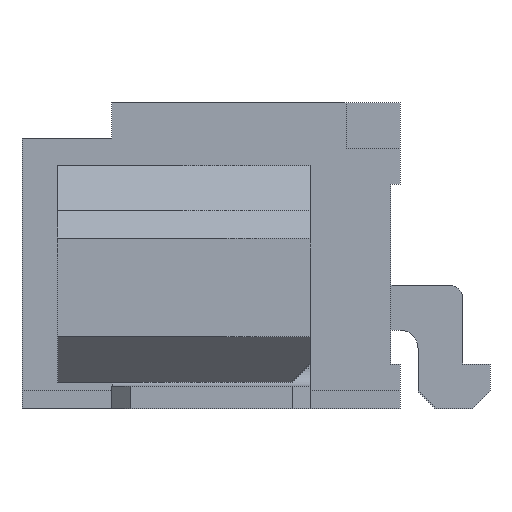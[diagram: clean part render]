
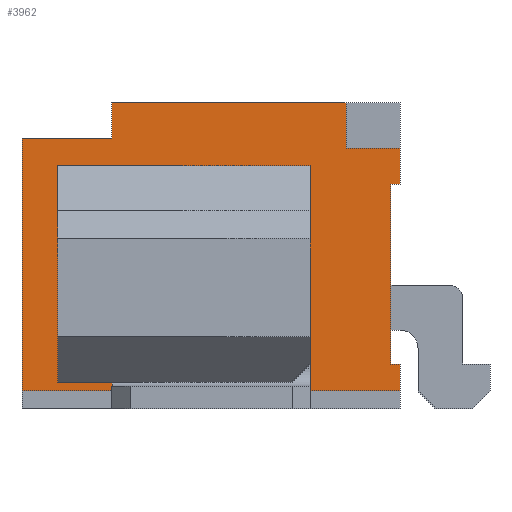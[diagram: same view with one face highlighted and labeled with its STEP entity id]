
A CAD part, left-side view. The second image highlights one B-rep face of the part: STEP entity #3962.
In plain terms, the highlighted planar face has unit normal (-1, 0, 0).
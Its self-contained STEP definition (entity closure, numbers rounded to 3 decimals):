
#133=FACE_BOUND('',#401,.T.);
#196=FACE_OUTER_BOUND('',#400,.T.);
#400=EDGE_LOOP('',(#2894,#2895,#2896,#2897,#2898,#2899,#2900,#2901,#2902,
#2903,#2904,#2905));
#401=EDGE_LOOP('',(#2906,#2907,#2908,#2909));
#598=LINE('',#5467,#1143);
#696=LINE('',#5690,#1241);
#773=LINE('',#5845,#1318);
#808=LINE('',#5921,#1353);
#809=LINE('',#5922,#1354);
#810=LINE('',#5924,#1355);
#811=LINE('',#5926,#1356);
#812=LINE('',#5928,#1357);
#813=LINE('',#5930,#1358);
#814=LINE('',#5931,#1359);
#815=LINE('',#5933,#1360);
#816=LINE('',#5935,#1361);
#817=LINE('',#5936,#1362);
#818=LINE('',#5938,#1363);
#819=LINE('',#5940,#1364);
#820=LINE('',#5941,#1365);
#1143=VECTOR('',#4426,1000.);
#1241=VECTOR('',#4580,1000.);
#1318=VECTOR('',#4695,1000.);
#1353=VECTOR('',#4756,1000.);
#1354=VECTOR('',#4757,1000.);
#1355=VECTOR('',#4758,1000.);
#1356=VECTOR('',#4759,1000.);
#1357=VECTOR('',#4760,1000.);
#1358=VECTOR('',#4761,1000.);
#1359=VECTOR('',#4762,1000.);
#1360=VECTOR('',#4763,1000.);
#1361=VECTOR('',#4764,1000.);
#1362=VECTOR('',#4765,1000.);
#1363=VECTOR('',#4766,1000.);
#1364=VECTOR('',#4767,1000.);
#1365=VECTOR('',#4768,1000.);
#1684=VERTEX_POINT('',#5463);
#1685=VERTEX_POINT('',#5465);
#1781=VERTEX_POINT('',#5687);
#1782=VERTEX_POINT('',#5689);
#1840=VERTEX_POINT('',#5842);
#1841=VERTEX_POINT('',#5844);
#1868=VERTEX_POINT('',#5919);
#1869=VERTEX_POINT('',#5920);
#1870=VERTEX_POINT('',#5923);
#1871=VERTEX_POINT('',#5925);
#1872=VERTEX_POINT('',#5927);
#1873=VERTEX_POINT('',#5929);
#1874=VERTEX_POINT('',#5932);
#1875=VERTEX_POINT('',#5934);
#1876=VERTEX_POINT('',#5937);
#1877=VERTEX_POINT('',#5939);
#2060=EDGE_CURVE('',#1684,#1685,#598,.T.);
#2164=EDGE_CURVE('',#1781,#1782,#696,.T.);
#2243=EDGE_CURVE('',#1841,#1840,#773,.T.);
#2280=EDGE_CURVE('',#1868,#1869,#808,.T.);
#2281=EDGE_CURVE('',#1841,#1868,#809,.T.);
#2282=EDGE_CURVE('',#1870,#1840,#810,.T.);
#2283=EDGE_CURVE('',#1871,#1870,#811,.T.);
#2284=EDGE_CURVE('',#1871,#1872,#812,.T.);
#2285=EDGE_CURVE('',#1872,#1873,#813,.T.);
#2286=EDGE_CURVE('',#1873,#1684,#814,.T.);
#2287=EDGE_CURVE('',#1874,#1685,#815,.T.);
#2288=EDGE_CURVE('',#1874,#1875,#816,.T.);
#2289=EDGE_CURVE('',#1875,#1869,#817,.T.);
#2290=EDGE_CURVE('',#1876,#1781,#818,.T.);
#2291=EDGE_CURVE('',#1876,#1877,#819,.T.);
#2292=EDGE_CURVE('',#1877,#1782,#820,.T.);
#2894=ORIENTED_EDGE('',*,*,#2280,.F.);
#2895=ORIENTED_EDGE('',*,*,#2281,.F.);
#2896=ORIENTED_EDGE('',*,*,#2243,.T.);
#2897=ORIENTED_EDGE('',*,*,#2282,.F.);
#2898=ORIENTED_EDGE('',*,*,#2283,.F.);
#2899=ORIENTED_EDGE('',*,*,#2284,.T.);
#2900=ORIENTED_EDGE('',*,*,#2285,.T.);
#2901=ORIENTED_EDGE('',*,*,#2286,.T.);
#2902=ORIENTED_EDGE('',*,*,#2060,.T.);
#2903=ORIENTED_EDGE('',*,*,#2287,.F.);
#2904=ORIENTED_EDGE('',*,*,#2288,.T.);
#2905=ORIENTED_EDGE('',*,*,#2289,.T.);
#2906=ORIENTED_EDGE('',*,*,#2290,.F.);
#2907=ORIENTED_EDGE('',*,*,#2291,.T.);
#2908=ORIENTED_EDGE('',*,*,#2292,.T.);
#2909=ORIENTED_EDGE('',*,*,#2164,.F.);
#3770=PLANE('',#4185);
#3962=ADVANCED_FACE('',(#196,#133),#3770,.T.);
#4185=AXIS2_PLACEMENT_3D('',#5918,#4754,#4755);
#4426=DIRECTION('',(0.,0.,1.));
#4580=DIRECTION('',(0.,0.,1.));
#4695=DIRECTION('',(0.,0.,-1.));
#4754=DIRECTION('center_axis',(-1.,0.,0.));
#4755=DIRECTION('ref_axis',(0.,0.,1.));
#4756=DIRECTION('',(0.,0.,-1.));
#4757=DIRECTION('',(0.,-1.,0.));
#4758=DIRECTION('',(0.,-1.,0.));
#4759=DIRECTION('',(0.,0.,1.));
#4760=DIRECTION('',(0.,-1.,0.));
#4761=DIRECTION('',(0.,0.,1.));
#4762=DIRECTION('',(0.,1.,0.));
#4763=DIRECTION('',(0.,1.,0.));
#4764=DIRECTION('',(0.,0.,1.));
#4765=DIRECTION('',(0.,1.,0.));
#4766=DIRECTION('',(0.,-1.,0.));
#4767=DIRECTION('',(0.,0.,1.));
#4768=DIRECTION('',(0.,-1.,0.));
#5463=CARTESIAN_POINT('',(-2.125,-2.,0.5));
#5465=CARTESIAN_POINT('',(-2.125,-2.,2.5));
#5467=CARTESIAN_POINT('',(-2.125,-2.,0.5));
#5687=CARTESIAN_POINT('',(-2.125,-1.1,0.3));
#5689=CARTESIAN_POINT('',(-2.125,-1.1,2.7));
#5690=CARTESIAN_POINT('',(-2.125,-1.1,0.3));
#5842=CARTESIAN_POINT('',(-2.125,1.1,3.));
#5844=CARTESIAN_POINT('',(-2.125,1.1,3.4));
#5845=CARTESIAN_POINT('',(-2.125,1.1,3.4));
#5918=CARTESIAN_POINT('Origin',(-2.125,2.1,0.));
#5919=CARTESIAN_POINT('',(-2.125,-1.5,3.4));
#5920=CARTESIAN_POINT('',(-2.125,-1.5,2.9));
#5921=CARTESIAN_POINT('',(-2.125,-1.5,3.4));
#5922=CARTESIAN_POINT('',(-2.125,1.1,3.4));
#5923=CARTESIAN_POINT('',(-2.125,2.1,3.));
#5924=CARTESIAN_POINT('',(-2.125,2.1,3.));
#5925=CARTESIAN_POINT('',(-2.125,2.1,0.2));
#5926=CARTESIAN_POINT('',(-2.125,2.1,0.2));
#5927=CARTESIAN_POINT('',(-2.125,-2.1,0.2));
#5928=CARTESIAN_POINT('',(-2.125,2.1,0.2));
#5929=CARTESIAN_POINT('',(-2.125,-2.1,0.5));
#5930=CARTESIAN_POINT('',(-2.125,-2.1,0.2));
#5931=CARTESIAN_POINT('',(-2.125,-2.1,0.5));
#5932=CARTESIAN_POINT('',(-2.125,-2.1,2.5));
#5933=CARTESIAN_POINT('',(-2.125,-2.1,2.5));
#5934=CARTESIAN_POINT('',(-2.125,-2.1,2.9));
#5935=CARTESIAN_POINT('',(-2.125,-2.1,2.5));
#5936=CARTESIAN_POINT('',(-2.125,-2.1,2.9));
#5937=CARTESIAN_POINT('',(-2.125,1.7,0.3));
#5938=CARTESIAN_POINT('',(-2.125,1.7,0.3));
#5939=CARTESIAN_POINT('',(-2.125,1.7,2.7));
#5940=CARTESIAN_POINT('',(-2.125,1.7,0.3));
#5941=CARTESIAN_POINT('',(-2.125,1.7,2.7));
